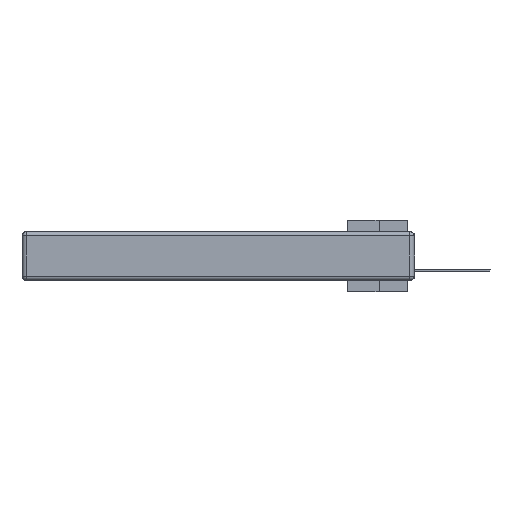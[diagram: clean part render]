
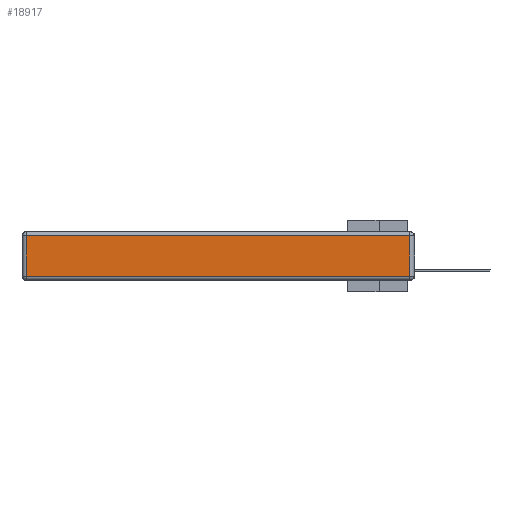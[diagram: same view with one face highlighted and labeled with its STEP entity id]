
A CAD part, left-side view. The second image highlights one B-rep face of the part: STEP entity #18917.
In plain terms, the highlighted planar face has unit normal (-1, 0, 0).
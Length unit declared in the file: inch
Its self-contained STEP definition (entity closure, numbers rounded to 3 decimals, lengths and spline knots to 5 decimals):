
#41 = DIRECTION ( 'NONE',  ( -1., 0., 0. ) ) ;
#299 = VECTOR ( 'NONE', #21654, 39.37008 ) ;
#544 = LINE ( 'NONE', #25377, #18529 ) ;
#1138 = ORIENTED_EDGE ( 'NONE', *, *, #24583, .T. ) ;
#1729 = DIRECTION ( 'NONE',  ( 0., 0., 1. ) ) ;
#3449 = VERTEX_POINT ( 'NONE', #9034 ) ;
#4637 = DIRECTION ( 'NONE',  ( 0., -1., 0. ) ) ;
#6266 = EDGE_LOOP ( 'NONE', ( #14991, #17731, #1138, #25948 ) ) ;
#6973 = CARTESIAN_POINT ( 'NONE',  ( 0., 0.03, -0.03 ) ) ;
#7013 = PLANE ( 'NONE',  #19072 ) ;
#7240 = EDGE_CURVE ( 'NONE', #3449, #17609, #544, .T. ) ;
#7528 = LINE ( 'NONE', #9776, #28458 ) ;
#8713 = VECTOR ( 'NONE', #24189, 39.37008 ) ;
#9034 = CARTESIAN_POINT ( 'NONE',  ( 0., 2.72, -0.313 ) ) ;
#9776 = CARTESIAN_POINT ( 'NONE',  ( 0., 0.03, -0.343 ) ) ;
#12203 = LINE ( 'NONE', #28731, #8713 ) ;
#14776 = DIRECTION ( 'NONE',  ( 0., 0., 1. ) ) ;
#14821 = LINE ( 'NONE', #24213, #299 ) ;
#14991 = ORIENTED_EDGE ( 'NONE', *, *, #7240, .T. ) ;
#16230 = FACE_OUTER_BOUND ( 'NONE', #6266, .T. ) ;
#16768 = CARTESIAN_POINT ( 'NONE',  ( 0., 2.72, -0.03 ) ) ;
#17609 = VERTEX_POINT ( 'NONE', #27307 ) ;
#17731 = ORIENTED_EDGE ( 'NONE', *, *, #18190, .T. ) ;
#18190 = EDGE_CURVE ( 'NONE', #17609, #19299, #7528, .T. ) ;
#18529 = VECTOR ( 'NONE', #4637, 39.37008 ) ;
#18917 = ADVANCED_FACE ( 'NONE', ( #16230 ), #7013, .T. ) ;
#19072 = AXIS2_PLACEMENT_3D ( 'NONE', #27748, #41, #1729 ) ;
#19299 = VERTEX_POINT ( 'NONE', #6973 ) ;
#21444 = EDGE_CURVE ( 'NONE', #23238, #3449, #14821, .T. ) ;
#21654 = DIRECTION ( 'NONE',  ( 0., 0., -1. ) ) ;
#23238 = VERTEX_POINT ( 'NONE', #16768 ) ;
#24189 = DIRECTION ( 'NONE',  ( 0., 1., 0. ) ) ;
#24213 = CARTESIAN_POINT ( 'NONE',  ( 0., 2.72, -0.343 ) ) ;
#24583 = EDGE_CURVE ( 'NONE', #19299, #23238, #12203, .T. ) ;
#25377 = CARTESIAN_POINT ( 'NONE',  ( 0., 0., -0.313 ) ) ;
#25948 = ORIENTED_EDGE ( 'NONE', *, *, #21444, .T. ) ;
#27307 = CARTESIAN_POINT ( 'NONE',  ( 0., 0.03, -0.313 ) ) ;
#27748 = CARTESIAN_POINT ( 'NONE',  ( 0., 0., -0.343 ) ) ;
#28458 = VECTOR ( 'NONE', #14776, 39.37008 ) ;
#28731 = CARTESIAN_POINT ( 'NONE',  ( 0., 2.75, -0.03 ) ) ;
